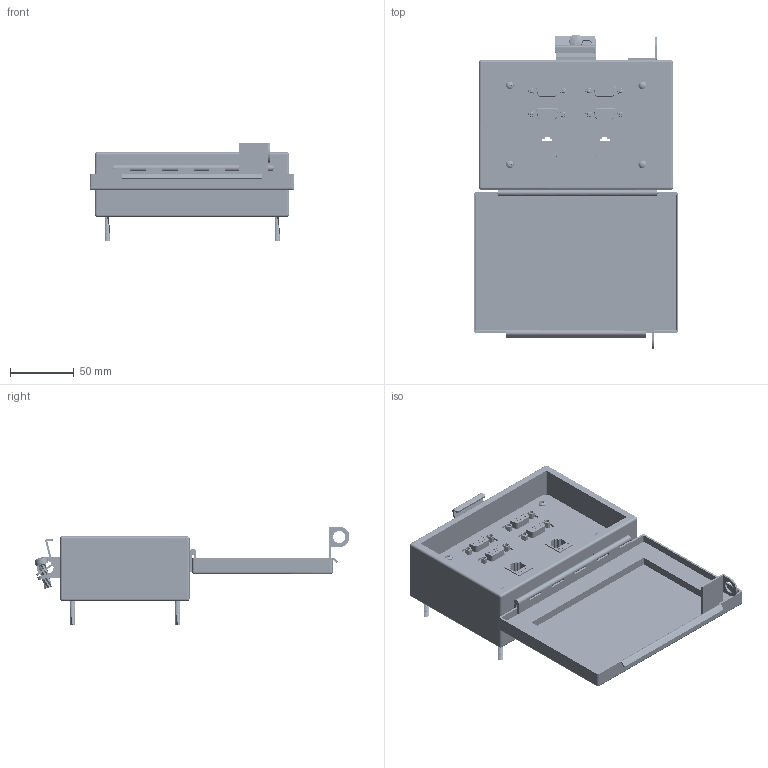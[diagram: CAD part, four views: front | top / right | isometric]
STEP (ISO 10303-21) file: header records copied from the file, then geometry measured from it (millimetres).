
FILE_DESCRIPTION (( 'STEP AP203' ), '1' );
FILE_NAME ('P-Q3#4R2#2-M5RX_3D.STEP', '2022-10-03T18:05:45', ( '' ), ( '' ), 'SwSTEP 2.0', 'SolidWorks 2021', '' );
FILE_SCHEMA (( 'CONFIG_CONTROL_DESIGN' ));
Length unit declared in the file: millimetre
Products named in the file (12): P-Q3#4R2#2-M5RX_3D; P-Q3#4R2#2-M5RX_TP060_1; Z-H-M5_B; R2; Q3; 92005A124_METRIC PAN HEAD PHILLIPS MACHINE SCREW_92005A124; Z-000-4243316TFP; P-Q3#4R2#2-M5RX_FP060_1; -M5; P-Q3#4R2#2-M5RX_BP240_1; Z-BULK-DB9FF; Z-300-RJ45CAT5
Assembly tree (29 placements, depth 3):
  P-Q3#4R2#2-M5RX_3D
    -M5
      Z-H-M5_B
    P-Q3#4R2#2-M5RX_BP240_1
    P-Q3#4R2#2-M5RX_FP060_1
    P-Q3#4R2#2-M5RX_TP060_1
    Z-000-4243316TFP  x12
    Q3  x4
      Z-BULK-DB9FF
    R2  x2
      Z-300-RJ45CAT5
    92005A124_METRIC PAN HEAD PHILLIPS MACHINE SCREW_92005A124  x4
Bounding box: 160.82 x 247.16 x 77.34 mm (x, y, z)
Volume: 250895.9 mm3; surface area: 233990.4 mm2
Topology: 54 solids, 54 shells, 4815 faces, 12981 edges, 8455 vertices
Faces by surface type: plane 1945, cylinder 1477, bspline 962, cone 384, sphere 31, torus 16
Entity records: 113680 total; most frequent: CARTESIAN_POINT 72691, ORIENTED_EDGE 9100, DIRECTION 6616, EDGE_CURVE 4550, VERTEX_POINT 2990, VECTOR 2576, LINE 2576, AXIS2_PLACEMENT_3D 2020
